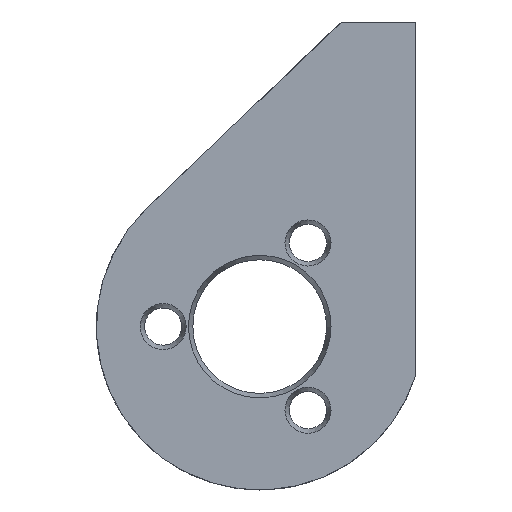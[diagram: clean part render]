
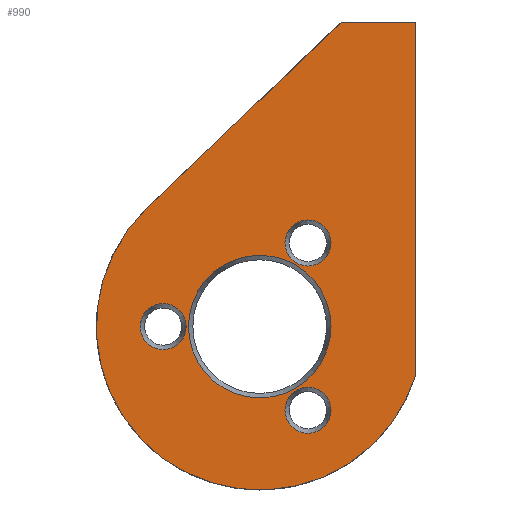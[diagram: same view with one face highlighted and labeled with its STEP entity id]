
A CAD part, front view. The second image highlights one B-rep face of the part: STEP entity #990.
In plain terms, the highlighted planar face has unit normal (0, -1, 0).
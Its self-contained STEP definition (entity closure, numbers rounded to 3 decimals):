
#108=FACE_BOUND('',#181,.T.);
#109=FACE_BOUND('',#182,.T.);
#110=FACE_BOUND('',#183,.T.);
#111=FACE_BOUND('',#184,.T.);
#120=FACE_OUTER_BOUND('',#180,.T.);
#180=EDGE_LOOP('',(#666,#667,#668,#669,#670));
#181=EDGE_LOOP('',(#671));
#182=EDGE_LOOP('',(#672));
#183=EDGE_LOOP('',(#673));
#184=EDGE_LOOP('',(#674));
#252=LINE('',#1461,#296);
#253=LINE('',#1465,#297);
#254=LINE('',#1466,#298);
#296=VECTOR('',#1185,17.957);
#297=VECTOR('',#1188,23.784);
#298=VECTOR('',#1189,4.799);
#340=CIRCLE('',#1065,0.5);
#341=CIRCLE('',#1066,11.);
#342=CIRCLE('',#1067,1.55);
#343=CIRCLE('',#1068,1.55);
#344=CIRCLE('',#1069,1.55);
#345=CIRCLE('',#1070,4.8);
#410=VERTEX_POINT('',#1457);
#411=VERTEX_POINT('',#1458);
#412=VERTEX_POINT('',#1460);
#413=VERTEX_POINT('',#1462);
#414=VERTEX_POINT('',#1464);
#415=VERTEX_POINT('',#1467);
#416=VERTEX_POINT('',#1469);
#417=VERTEX_POINT('',#1471);
#418=VERTEX_POINT('',#1473);
#509=EDGE_CURVE('',#410,#411,#340,.T.);
#510=EDGE_CURVE('',#412,#411,#252,.T.);
#511=EDGE_CURVE('',#413,#412,#341,.T.);
#512=EDGE_CURVE('',#414,#413,#253,.T.);
#513=EDGE_CURVE('',#410,#414,#254,.T.);
#514=EDGE_CURVE('',#415,#415,#342,.T.);
#515=EDGE_CURVE('',#416,#416,#343,.T.);
#516=EDGE_CURVE('',#417,#417,#344,.T.);
#517=EDGE_CURVE('',#418,#418,#345,.T.);
#666=ORIENTED_EDGE('',*,*,#509,.T.);
#667=ORIENTED_EDGE('',*,*,#510,.F.);
#668=ORIENTED_EDGE('',*,*,#511,.F.);
#669=ORIENTED_EDGE('',*,*,#512,.F.);
#670=ORIENTED_EDGE('',*,*,#513,.F.);
#671=ORIENTED_EDGE('',*,*,#514,.T.);
#672=ORIENTED_EDGE('',*,*,#515,.T.);
#673=ORIENTED_EDGE('',*,*,#516,.T.);
#674=ORIENTED_EDGE('',*,*,#517,.T.);
#980=PLANE('',#1064);
#990=ADVANCED_FACE('',(#120,#108,#109,#110,#111),#980,.F.);
#1064=AXIS2_PLACEMENT_3D('',#1456,#1181,#1182);
#1065=AXIS2_PLACEMENT_3D('',#1459,#1183,#1184);
#1066=AXIS2_PLACEMENT_3D('',#1463,#1186,#1187);
#1067=AXIS2_PLACEMENT_3D('',#1468,#1190,#1191);
#1068=AXIS2_PLACEMENT_3D('',#1470,#1192,#1193);
#1069=AXIS2_PLACEMENT_3D('',#1472,#1194,#1195);
#1070=AXIS2_PLACEMENT_3D('',#1474,#1196,#1197);
#1181=DIRECTION('center_axis',(0.,1.,0.));
#1182=DIRECTION('ref_axis',(0.,0.,1.));
#1183=DIRECTION('center_axis',(0.,-1.,0.));
#1184=DIRECTION('ref_axis',(0.,0.,1.));
#1185=DIRECTION('',(0.722,0.,0.692));
#1186=DIRECTION('center_axis',(0.,1.,0.));
#1187=DIRECTION('ref_axis',(0.955,0.,-0.298));
#1188=DIRECTION('',(0.,0.,-1.));
#1189=DIRECTION('',(1.,0.,0.));
#1190=DIRECTION('center_axis',(0.,1.,0.));
#1191=DIRECTION('ref_axis',(-0.866,0.,0.5));
#1192=DIRECTION('center_axis',(0.,1.,0.));
#1193=DIRECTION('ref_axis',(0.,0.,-1.));
#1194=DIRECTION('center_axis',(0.,1.,0.));
#1195=DIRECTION('ref_axis',(0.866,0.,0.5));
#1196=DIRECTION('center_axis',(0.,1.,0.));
#1197=DIRECTION('ref_axis',(0.,0.,-1.));
#1456=CARTESIAN_POINT('Origin',(0.,0.,0.));
#1457=CARTESIAN_POINT('',(-4.799,0.,11.));
#1458=CARTESIAN_POINT('',(-5.145,0.,10.861));
#1459=CARTESIAN_POINT('Origin',(-4.799,0.,10.5));
#1460=CARTESIAN_POINT('',(-18.11,0.,-1.563));
#1461=CARTESIAN_POINT('',(-18.11,0.,-1.563));
#1462=CARTESIAN_POINT('',(0.,0.,-12.784));
#1463=CARTESIAN_POINT('Origin',(-10.5,0.,-9.505));
#1464=CARTESIAN_POINT('',(0.,0.,11.));
#1465=CARTESIAN_POINT('',(0.,0.,11.));
#1466=CARTESIAN_POINT('',(-4.799,0.,11.));
#1467=CARTESIAN_POINT('',(-7.25,0.,-13.584));
#1468=CARTESIAN_POINT('Origin',(-7.25,0.,-15.134));
#1469=CARTESIAN_POINT('',(-7.25,0.,-2.326));
#1470=CARTESIAN_POINT('Origin',(-7.25,0.,-3.876));
#1471=CARTESIAN_POINT('',(-17.,0.,-7.955));
#1472=CARTESIAN_POINT('Origin',(-17.,0.,-9.505));
#1473=CARTESIAN_POINT('',(-10.5,0.,-4.705));
#1474=CARTESIAN_POINT('Origin',(-10.5,0.,-9.505));
